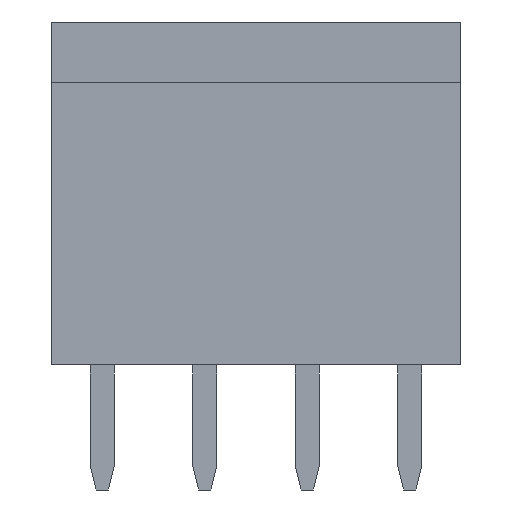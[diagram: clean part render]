
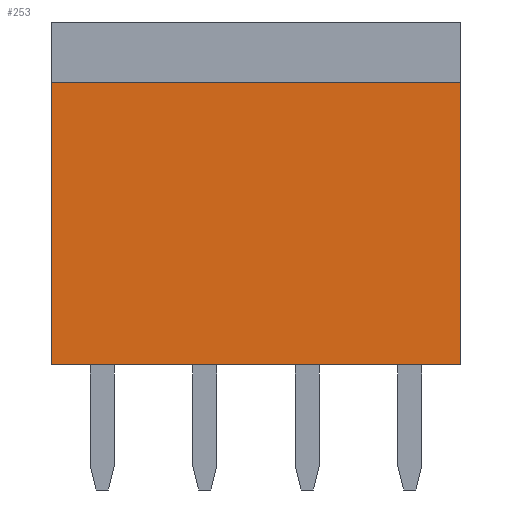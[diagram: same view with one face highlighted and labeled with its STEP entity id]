
A CAD part, left-side view. The second image highlights one B-rep face of the part: STEP entity #253.
In plain terms, the highlighted planar face has unit normal (-1, 0, 0).
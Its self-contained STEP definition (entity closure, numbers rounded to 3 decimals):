
#62 = VERTEX_POINT('',#63);
#63 = CARTESIAN_POINT('',(-1.27,-8.89,0.));
#71 = EDGE_CURVE('',#62,#72,#74,.T.);
#72 = VERTEX_POINT('',#73);
#73 = CARTESIAN_POINT('',(-1.27,-8.89,7.));
#74 = LINE('',#75,#76);
#75 = CARTESIAN_POINT('',(-1.27,-8.89,0.));
#76 = VECTOR('',#77,1.);
#77 = DIRECTION('',(0.,0.,1.));
#165 = VERTEX_POINT('',#166);
#166 = CARTESIAN_POINT('',(-1.27,1.27,7.));
#172 = EDGE_CURVE('',#173,#165,#175,.T.);
#173 = VERTEX_POINT('',#174);
#174 = CARTESIAN_POINT('',(-1.27,1.27,0.));
#175 = LINE('',#176,#177);
#176 = CARTESIAN_POINT('',(-1.27,1.27,0.));
#177 = VECTOR('',#178,1.);
#178 = DIRECTION('',(0.,0.,1.));
#242 = EDGE_CURVE('',#173,#62,#243,.T.);
#243 = LINE('',#244,#245);
#244 = CARTESIAN_POINT('',(-1.27,1.27,0.));
#245 = VECTOR('',#246,1.);
#246 = DIRECTION('',(0.,-1.,0.));
#253 = ADVANCED_FACE('',(#254),#265,.F.);
#254 = FACE_BOUND('',#255,.F.);
#255 = EDGE_LOOP('',(#256,#257,#263,#264));
#256 = ORIENTED_EDGE('',*,*,#172,.T.);
#257 = ORIENTED_EDGE('',*,*,#258,.T.);
#258 = EDGE_CURVE('',#165,#72,#259,.T.);
#259 = LINE('',#260,#261);
#260 = CARTESIAN_POINT('',(-1.27,1.27,7.));
#261 = VECTOR('',#262,1.);
#262 = DIRECTION('',(0.,-1.,0.));
#263 = ORIENTED_EDGE('',*,*,#71,.F.);
#264 = ORIENTED_EDGE('',*,*,#242,.F.);
#265 = PLANE('',#266);
#266 = AXIS2_PLACEMENT_3D('',#267,#268,#269);
#267 = CARTESIAN_POINT('',(-1.27,1.27,0.));
#268 = DIRECTION('',(1.,0.,0.));
#269 = DIRECTION('',(0.,-1.,0.));
